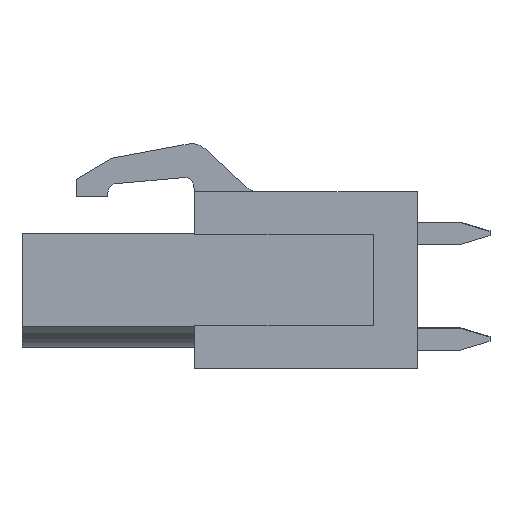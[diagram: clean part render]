
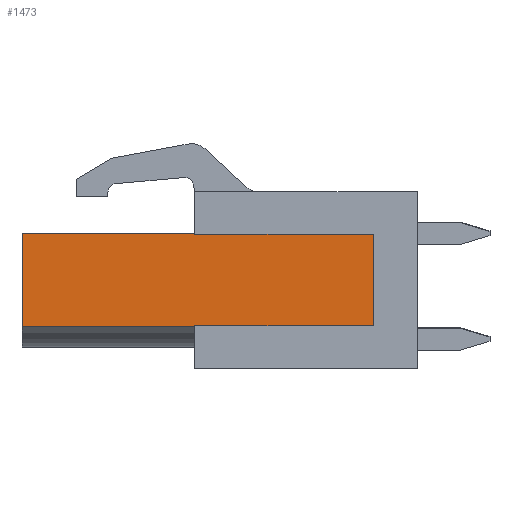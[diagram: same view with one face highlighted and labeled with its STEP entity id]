
A CAD part, front view. The second image highlights one B-rep face of the part: STEP entity #1473.
In plain terms, the highlighted planar face has unit normal (0, -1, 0).
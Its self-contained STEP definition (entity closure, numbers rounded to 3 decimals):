
#1473 = ADVANCED_FACE( '', ( #3047 ), #3048, .F. );
#3047 = FACE_OUTER_BOUND( '', #5487, .T. );
#3048 = PLANE( '', #5488 );
#5487 = EDGE_LOOP( '', ( #9782, #9783, #9784, #9785, #9786, #9787, #9788, #9789 ) );
#5488 = AXIS2_PLACEMENT_3D( '', #9790, #9791, #9792 );
#9782 = ORIENTED_EDGE( '', *, *, #11481, .F. );
#9783 = ORIENTED_EDGE( '', *, *, #10745, .T. );
#9784 = ORIENTED_EDGE( '', *, *, #12099, .F. );
#9785 = ORIENTED_EDGE( '', *, *, #11827, .F. );
#9786 = ORIENTED_EDGE( '', *, *, #10775, .T. );
#9787 = ORIENTED_EDGE( '', *, *, #11196, .T. );
#9788 = ORIENTED_EDGE( '', *, *, #10858, .F. );
#9789 = ORIENTED_EDGE( '', *, *, #12095, .T. );
#9790 = CARTESIAN_POINT( '', ( -1.2, 1., 4.25 ) );
#9791 = DIRECTION( '', ( 0., 1., 0. ) );
#9792 = DIRECTION( '', ( 0., 0., 1. ) );
#10745 = EDGE_CURVE( '', #12776, #12774, #12777, .T. );
#10775 = EDGE_CURVE( '', #12830, #12828, #12831, .T. );
#10858 = EDGE_CURVE( '', #12969, #12971, #12972, .T. );
#11196 = EDGE_CURVE( '', #12828, #12971, #13516, .T. );
#11481 = EDGE_CURVE( '', #12776, #13939, #13942, .T. );
#11827 = EDGE_CURVE( '', #12830, #14423, #14424, .T. );
#12095 = EDGE_CURVE( '', #12969, #13939, #14736, .T. );
#12099 = EDGE_CURVE( '', #14423, #12774, #14740, .T. );
#12774 = VERTEX_POINT( '', #15638 );
#12776 = VERTEX_POINT( '', #15641 );
#12777 = LINE( '', #15642, #15643 );
#12828 = VERTEX_POINT( '', #15714 );
#12830 = VERTEX_POINT( '', #15717 );
#12831 = LINE( '', #15718, #15719 );
#12969 = VERTEX_POINT( '', #15909 );
#12971 = VERTEX_POINT( '', #15912 );
#12972 = LINE( '', #15913, #15914 );
#13516 = LINE( '', #16712, #16713 );
#13939 = VERTEX_POINT( '', #17327 );
#13942 = LINE( '', #17332, #17333 );
#14423 = VERTEX_POINT( '', #18025 );
#14424 = LINE( '', #18026, #18027 );
#14736 = LINE( '', #18484, #18485 );
#14740 = LINE( '', #18490, #18491 );
#15638 = CARTESIAN_POINT( '', ( -1.2, 1., -2.65 ) );
#15641 = CARTESIAN_POINT( '', ( -1.2, 1., -2.25 ) );
#15642 = CARTESIAN_POINT( '', ( -1.2, 1., 2.65 ) );
#15643 = VECTOR( '', #18992, 1000. );
#15714 = CARTESIAN_POINT( '', ( -1.2, 1., 2.65 ) );
#15717 = CARTESIAN_POINT( '', ( 7.4, 1., 2.65 ) );
#15718 = CARTESIAN_POINT( '', ( 7.4, 1., 2.65 ) );
#15719 = VECTOR( '', #19026, 1000. );
#15909 = CARTESIAN_POINT( '', ( -9.5, 1., 2.25 ) );
#15912 = CARTESIAN_POINT( '', ( -1.2, 1., 2.25 ) );
#15913 = CARTESIAN_POINT( '', ( -1.2, 1., 2.25 ) );
#15914 = VECTOR( '', #19109, 1000. );
#16712 = CARTESIAN_POINT( '', ( -1.2, 1., 2.65 ) );
#16713 = VECTOR( '', #19428, 1000. );
#17327 = CARTESIAN_POINT( '', ( -9.5, 1., -2.25 ) );
#17332 = CARTESIAN_POINT( '', ( -1.2, 1., -2.25 ) );
#17333 = VECTOR( '', #19697, 1000. );
#18025 = CARTESIAN_POINT( '', ( 7.4, 1., -2.65 ) );
#18026 = CARTESIAN_POINT( '', ( 7.4, 1., 2.65 ) );
#18027 = VECTOR( '', #20044, 1000. );
#18484 = CARTESIAN_POINT( '', ( -9.5, 1., 4.25 ) );
#18485 = VECTOR( '', #20244, 1000. );
#18490 = CARTESIAN_POINT( '', ( 7.4, 1., -2.65 ) );
#18491 = VECTOR( '', #20246, 1000. );
#18992 = DIRECTION( '', ( 0., 0., -1. ) );
#19026 = DIRECTION( '', ( -1., 0., 0. ) );
#19109 = DIRECTION( '', ( 1., 0., 0. ) );
#19428 = DIRECTION( '', ( 0., 0., -1. ) );
#19697 = DIRECTION( '', ( -1., 0., 0. ) );
#20044 = DIRECTION( '', ( 0., 0., -1. ) );
#20244 = DIRECTION( '', ( 0., 0., -1. ) );
#20246 = DIRECTION( '', ( -1., 0., 0. ) );
